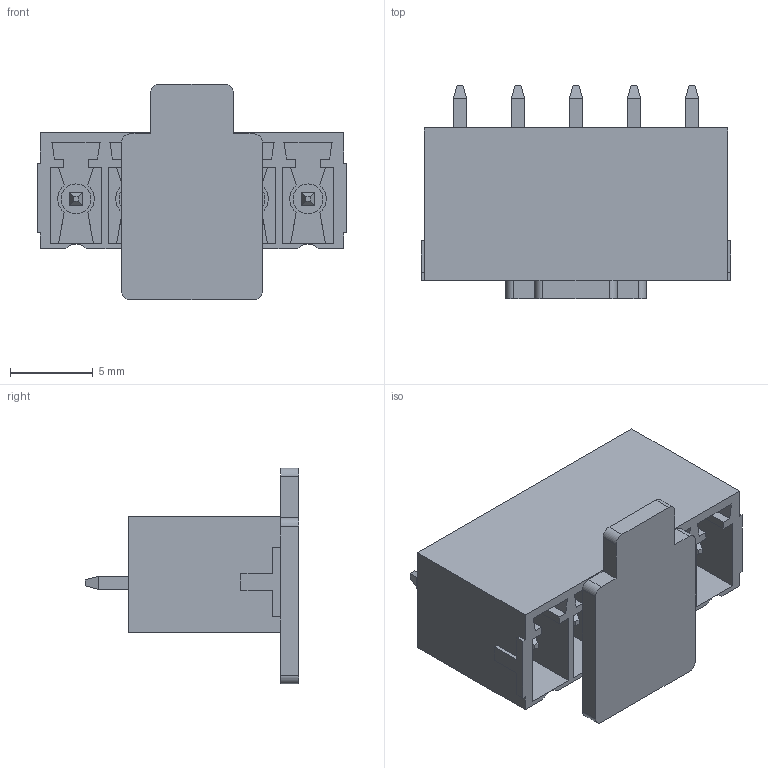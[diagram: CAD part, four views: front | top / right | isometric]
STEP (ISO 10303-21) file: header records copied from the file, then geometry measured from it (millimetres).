
FILE_DESCRIPTION(/* description */ ('Unknown'),/* implementation_level */ '2;1');
FILE_NAME(/* name */ '691701100005B',/* time_stamp */ '2024-01-09T14:47:53+01:00',/* author */ ('Unknown'),/* organization */ ('Unknown'),/* preprocessor_version */ 'ST-DEVELOPER v18.102',/* originating_system */ 'Solid Edge',/* authorisation */ 'Unknown');
FILE_SCHEMA (('AUTOMOTIVE_DESIGN {1 0 10303 214 3 1 1}'));
Length unit declared in the file: millimetre
Products named in the file (4): 6917011000xxB; 691701100005B; 6917011000xxB_CAP; 6917011000xxB_Pin
Assembly tree (7 placements, depth 2):
  6917011000xxB
    691701100005B
    6917011000xxB_CAP
    6917011000xxB_Pin  x5
Bounding box: 18.7 x 12.9 x 13 mm (x, y, z)
Volume: 711.6 mm3; surface area: 2029.8 mm2
Topology: 7 solids, 7 shells, 387 faces, 1067 edges, 693 vertices
Faces by surface type: plane 356, cylinder 31
Full cylindrical faces by diameter (mm): 1.25 x5, 1.8 x5
Entity records: 10736 total; most frequent: CARTESIAN_POINT 1893, ORIENTED_EDGE 1870, DIRECTION 1690, EDGE_CURVE 935, LINE 858, VECTOR 858, VERTEX_POINT 619, AXIS2_PLACEMENT_3D 416
